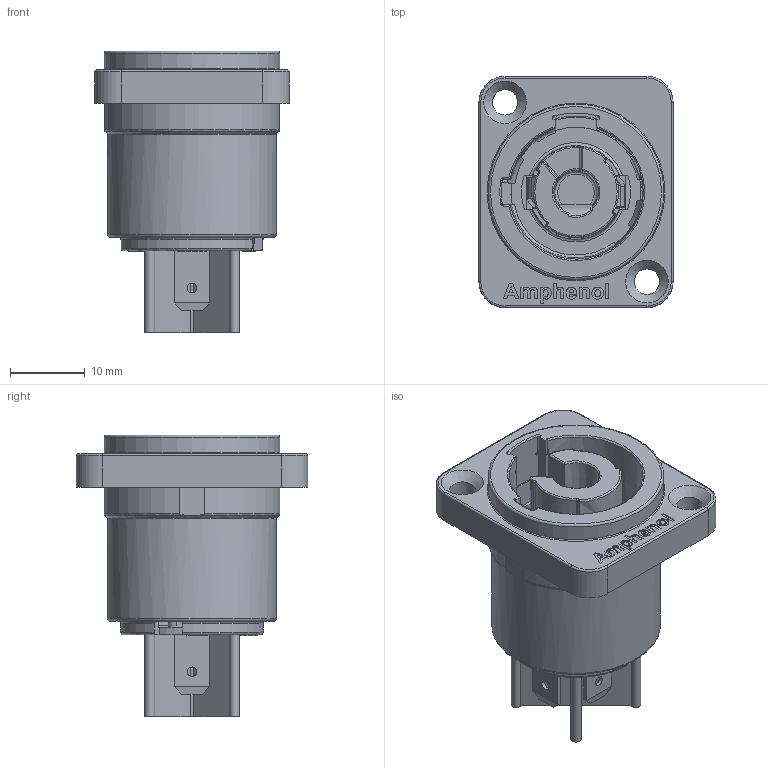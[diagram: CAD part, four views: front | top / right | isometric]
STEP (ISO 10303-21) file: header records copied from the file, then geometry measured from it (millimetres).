
FILE_DESCRIPTION((''),'2;1');
FILE_NAME('HP-3-MD.stp','2014-10-30T10:10:24',('thien'),(''),'Autodesk Inventor 2012','Autodesk Inventor 2012','');
FILE_SCHEMA(('AUTOMOTIVE_DESIGN { 1 0 10303 214 1 1 1 1 }'));
Length unit declared in the file: millimetre
Products named in the file (2): 55011015-000 (SubstituteLevelofDetail1); 55011015-000_Substitute_1
Assembly tree (1 placements, depth 2):
  55011015-000 (SubstituteLevelofDetail1)
    55011015-000_Substitute_1
Bounding box: 26 x 31 x 37.7 mm (x, y, z)
Volume: 7038.4 mm3; surface area: 10820.6 mm2
Topology: 1 solids, 1 shells, 800 faces, 2188 edges, 1371 vertices
Faces by surface type: plane 484, cylinder 180, bspline 62, torus 53, cone 14, sphere 7
Full cylindrical faces by diameter (mm): 1.3 x3, 3.4 x2, 3.5 x1, 3.8 x1, 16.992 x1, 20.6 x1, 21.6 x1, 22.6 x1, 23.5 x1
Entity records: 26992 total; most frequent: CARTESIAN_POINT 6137, ORIENTED_EDGE 4304, DIRECTION 4003, EDGE_CURVE 2152, VECTOR 1377, LINE 1377, VERTEX_POINT 1364, AXIS2_PLACEMENT_3D 1313
